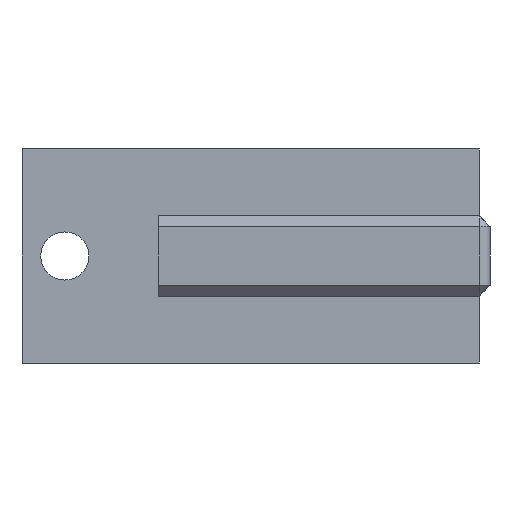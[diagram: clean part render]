
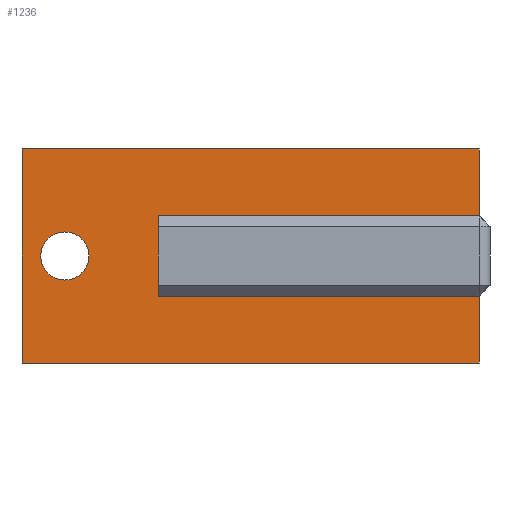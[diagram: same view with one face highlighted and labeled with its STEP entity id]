
A CAD part, front view. The second image highlights one B-rep face of the part: STEP entity #1236.
In plain terms, the highlighted planar face has unit normal (0, -1, 0).
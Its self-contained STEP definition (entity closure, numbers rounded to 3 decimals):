
#24 = ORIENTED_EDGE ( 'NONE', *, *, #858, .T. ) ;
#29 = ORIENTED_EDGE ( 'NONE', *, *, #1176, .F. ) ;
#41 = ORIENTED_EDGE ( 'NONE', *, *, #909, .F. ) ;
#65 = CARTESIAN_POINT ( 'NONE',  ( 42.738, 0., 20. ) ) ;
#140 = VECTOR ( 'NONE', #405, 1000. ) ;
#235 = LINE ( 'NONE', #493, #1675 ) ;
#238 = EDGE_CURVE ( 'NONE', #656, #544, #1220, .T. ) ;
#256 = ORIENTED_EDGE ( 'NONE', *, *, #1440, .F. ) ;
#278 = LINE ( 'NONE', #844, #383 ) ;
#287 = VERTEX_POINT ( 'NONE', #617 ) ;
#319 = EDGE_CURVE ( 'NONE', #449, #786, #235, .T. ) ;
#327 = AXIS2_PLACEMENT_3D ( 'NONE', #815, #487, #949 ) ;
#361 = ORIENTED_EDGE ( 'NONE', *, *, #1548, .T. ) ;
#383 = VECTOR ( 'NONE', #1401, 1000. ) ;
#387 = DIRECTION ( 'NONE',  ( 0., 0., -1. ) ) ;
#405 = DIRECTION ( 'NONE',  ( 0., 0., -1. ) ) ;
#409 = EDGE_LOOP ( 'NONE', ( #1204, #29 ) ) ;
#427 = CARTESIAN_POINT ( 'NONE',  ( 55.476, 0., 6.25 ) ) ;
#432 = DIRECTION ( 'NONE',  ( 0., -1., 0. ) ) ;
#438 = CARTESIAN_POINT ( 'NONE',  ( 46.744, 0., 10. ) ) ;
#449 = VERTEX_POINT ( 'NONE', #1778 ) ;
#475 = VERTEX_POINT ( 'NONE', #543 ) ;
#485 = VERTEX_POINT ( 'NONE', #427 ) ;
#487 = DIRECTION ( 'NONE',  ( 0., 1., 0. ) ) ;
#493 = CARTESIAN_POINT ( 'NONE',  ( 55.476, 0., 13.75 ) ) ;
#543 = CARTESIAN_POINT ( 'NONE',  ( 85.476, 0., 6.25 ) ) ;
#544 = VERTEX_POINT ( 'NONE', #983 ) ;
#574 = EDGE_CURVE ( 'NONE', #287, #1069, #278, .T. ) ;
#578 = VERTEX_POINT ( 'NONE', #956 ) ;
#617 = CARTESIAN_POINT ( 'NONE',  ( 85.476, 0., 0. ) ) ;
#635 = DIRECTION ( 'NONE',  ( 0., 0., -1. ) ) ;
#656 = VERTEX_POINT ( 'NONE', #1695 ) ;
#671 = CARTESIAN_POINT ( 'NONE',  ( 85.476, 0., 20. ) ) ;
#684 = DIRECTION ( 'NONE',  ( 1., 0., 0. ) ) ;
#704 = VECTOR ( 'NONE', #1044, 1000. ) ;
#705 = ORIENTED_EDGE ( 'NONE', *, *, #319, .T. ) ;
#748 = CIRCLE ( 'NONE', #1432, 2.25 ) ;
#750 = VERTEX_POINT ( 'NONE', #1463 ) ;
#786 = VERTEX_POINT ( 'NONE', #896 ) ;
#808 = LINE ( 'NONE', #671, #140 ) ;
#815 = CARTESIAN_POINT ( 'NONE',  ( 42.738, 0., 20. ) ) ;
#819 = LINE ( 'NONE', #1390, #1472 ) ;
#844 = CARTESIAN_POINT ( 'NONE',  ( 42.738, 0., 0. ) ) ;
#851 = DIRECTION ( 'NONE',  ( 1., 0., 0. ) ) ;
#858 = EDGE_CURVE ( 'NONE', #578, #1069, #1339, .T. ) ;
#862 = VECTOR ( 'NONE', #940, 1000. ) ;
#866 = ORIENTED_EDGE ( 'NONE', *, *, #1663, .F. ) ;
#896 = CARTESIAN_POINT ( 'NONE',  ( 85.476, 0., 13.75 ) ) ;
#909 = EDGE_CURVE ( 'NONE', #750, #786, #1684, .T. ) ;
#915 = VECTOR ( 'NONE', #635, 1000. ) ;
#929 = ORIENTED_EDGE ( 'NONE', *, *, #574, .F. ) ;
#940 = DIRECTION ( 'NONE',  ( 0., 0., 1. ) ) ;
#949 = DIRECTION ( 'NONE',  ( 1., 0., 0. ) ) ;
#956 = CARTESIAN_POINT ( 'NONE',  ( 42.738, 0., 20. ) ) ;
#960 = LINE ( 'NONE', #1540, #862 ) ;
#983 = CARTESIAN_POINT ( 'NONE',  ( 44.494, 0., 10. ) ) ;
#1044 = DIRECTION ( 'NONE',  ( -1., 0., 0. ) ) ;
#1065 = VECTOR ( 'NONE', #387, 1000. ) ;
#1069 = VERTEX_POINT ( 'NONE', #1151 ) ;
#1151 = CARTESIAN_POINT ( 'NONE',  ( 42.738, 0., 0. ) ) ;
#1165 = DIRECTION ( 'NONE',  ( 1., 0., 0. ) ) ;
#1176 = EDGE_CURVE ( 'NONE', #544, #656, #748, .T. ) ;
#1177 = FACE_OUTER_BOUND ( 'NONE', #1411, .T. ) ;
#1197 = PLANE ( 'NONE',  #327 ) ;
#1204 = ORIENTED_EDGE ( 'NONE', *, *, #238, .F. ) ;
#1220 = CIRCLE ( 'NONE', #1612, 2.25 ) ;
#1236 = ADVANCED_FACE ( 'NONE', ( #1659, #1177 ), #1197, .F. ) ;
#1249 = CARTESIAN_POINT ( 'NONE',  ( 85.476, 0., 20. ) ) ;
#1304 = DIRECTION ( 'NONE',  ( 0., -1., 0. ) ) ;
#1328 = LINE ( 'NONE', #1764, #704 ) ;
#1336 = EDGE_CURVE ( 'NONE', #485, #449, #960, .T. ) ;
#1339 = LINE ( 'NONE', #65, #915 ) ;
#1373 = ORIENTED_EDGE ( 'NONE', *, *, #1336, .T. ) ;
#1390 = CARTESIAN_POINT ( 'NONE',  ( 55.476, 0., 6.25 ) ) ;
#1401 = DIRECTION ( 'NONE',  ( -1., 0., 0. ) ) ;
#1411 = EDGE_LOOP ( 'NONE', ( #705, #41, #361, #24, #929, #866, #256, #1373 ) ) ;
#1432 = AXIS2_PLACEMENT_3D ( 'NONE', #1711, #432, #851 ) ;
#1440 = EDGE_CURVE ( 'NONE', #485, #475, #819, .T. ) ;
#1463 = CARTESIAN_POINT ( 'NONE',  ( 85.476, 0., 20. ) ) ;
#1472 = VECTOR ( 'NONE', #684, 1000. ) ;
#1540 = CARTESIAN_POINT ( 'NONE',  ( 55.476, 0., 0. ) ) ;
#1548 = EDGE_CURVE ( 'NONE', #750, #578, #1328, .T. ) ;
#1612 = AXIS2_PLACEMENT_3D ( 'NONE', #438, #1304, #1165 ) ;
#1637 = DIRECTION ( 'NONE',  ( 1., 0., 0. ) ) ;
#1659 = FACE_BOUND ( 'NONE', #409, .T. ) ;
#1663 = EDGE_CURVE ( 'NONE', #475, #287, #808, .T. ) ;
#1675 = VECTOR ( 'NONE', #1637, 1000. ) ;
#1684 = LINE ( 'NONE', #1249, #1065 ) ;
#1695 = CARTESIAN_POINT ( 'NONE',  ( 48.994, 0., 10. ) ) ;
#1711 = CARTESIAN_POINT ( 'NONE',  ( 46.744, 0., 10. ) ) ;
#1764 = CARTESIAN_POINT ( 'NONE',  ( 42.738, 0., 20. ) ) ;
#1778 = CARTESIAN_POINT ( 'NONE',  ( 55.476, 0., 13.75 ) ) ;
